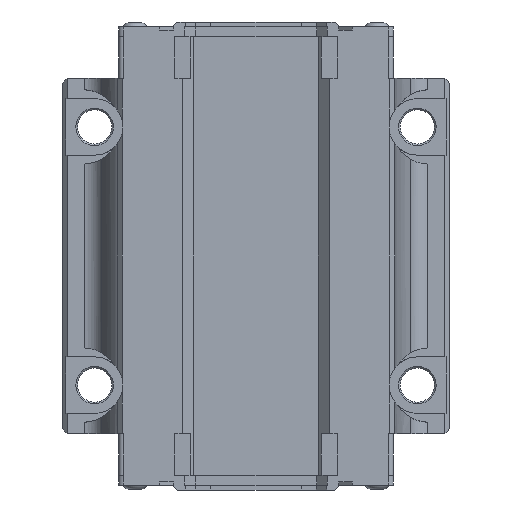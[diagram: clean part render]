
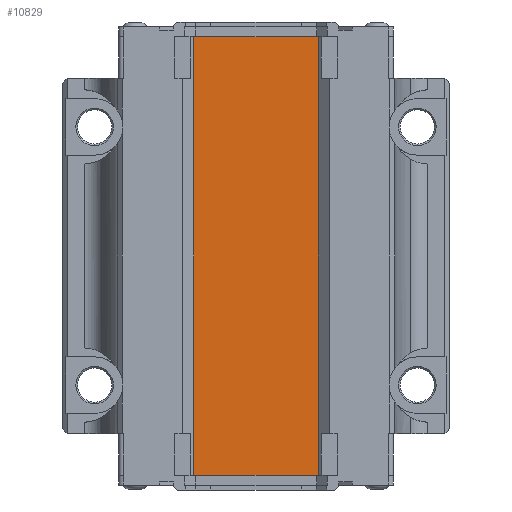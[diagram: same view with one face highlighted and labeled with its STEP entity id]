
A CAD part, front view. The second image highlights one B-rep face of the part: STEP entity #10829.
In plain terms, the highlighted planar face has unit normal (0, -1, 0).
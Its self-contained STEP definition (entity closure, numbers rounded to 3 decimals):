
#687=PLANE('',#11789);
#1247=FACE_OUTER_BOUND('',#1847,.T.);
#1847=EDGE_LOOP('',(#10063,#10064,#10065,#10066));
#2743=LINE('',#17363,#3873);
#2790=LINE('',#17519,#3920);
#2975=LINE('',#18207,#4105);
#2976=LINE('',#18209,#4106);
#3873=VECTOR('',#14035,10.);
#3920=VECTOR('',#14206,10.);
#4105=VECTOR('',#14771,10.);
#4106=VECTOR('',#14774,10.);
#5290=VERTEX_POINT('',#17360);
#5291=VERTEX_POINT('',#17362);
#5337=VERTEX_POINT('',#17516);
#5338=VERTEX_POINT('',#17518);
#6666=EDGE_CURVE('',#5290,#5291,#2743,.T.);
#6744=EDGE_CURVE('',#5337,#5338,#2790,.T.);
#7020=EDGE_CURVE('',#5290,#5338,#2975,.T.);
#7021=EDGE_CURVE('',#5291,#5337,#2976,.T.);
#10063=ORIENTED_EDGE('',*,*,#7020,.T.);
#10064=ORIENTED_EDGE('',*,*,#6744,.F.);
#10065=ORIENTED_EDGE('',*,*,#7021,.F.);
#10066=ORIENTED_EDGE('',*,*,#6666,.F.);
#10829=ADVANCED_FACE('',(#1247),#687,.T.);
#11789=AXIS2_PLACEMENT_3D('',#18208,#14772,#14773);
#14035=DIRECTION('',(-1.,0.,0.));
#14206=DIRECTION('',(1.,0.,0.));
#14771=DIRECTION('',(0.,0.,1.));
#14772=DIRECTION('center_axis',(0.,-1.,0.));
#14773=DIRECTION('ref_axis',(1.,0.,0.));
#14774=DIRECTION('',(0.,0.,1.));
#17360=CARTESIAN_POINT('',(19.48,-14.,-68.));
#17362=CARTESIAN_POINT('',(-19.48,-14.,-68.));
#17363=CARTESIAN_POINT('',(-19.48,-14.,-68.));
#17516=CARTESIAN_POINT('',(-19.48,-14.,68.));
#17518=CARTESIAN_POINT('',(19.48,-14.,68.));
#17519=CARTESIAN_POINT('',(-19.48,-14.,68.));
#18207=CARTESIAN_POINT('',(19.48,-14.,0.));
#18208=CARTESIAN_POINT('Origin',(-19.48,-14.,0.));
#18209=CARTESIAN_POINT('',(-19.48,-14.,0.));
